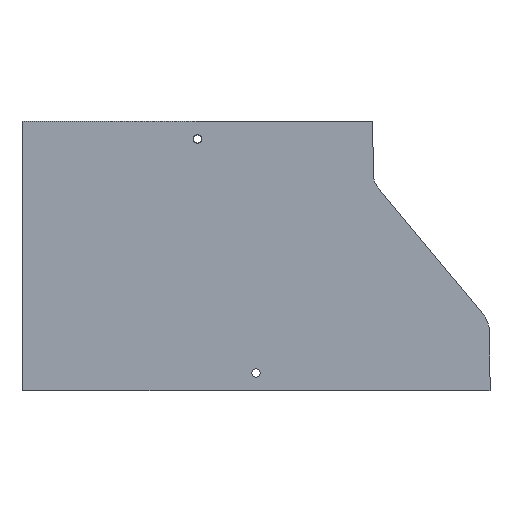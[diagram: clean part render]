
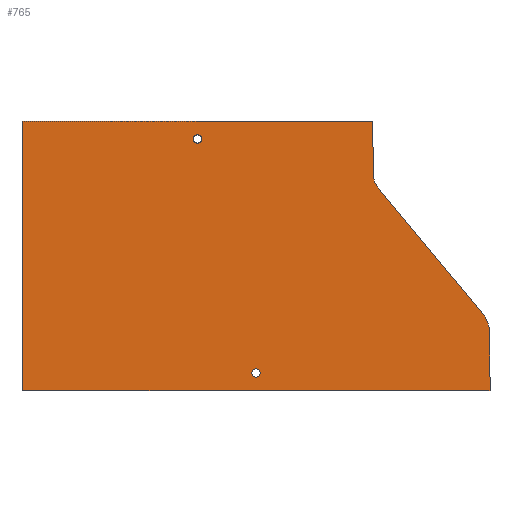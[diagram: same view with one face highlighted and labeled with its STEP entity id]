
A CAD part, front view. The second image highlights one B-rep face of the part: STEP entity #765.
In plain terms, the highlighted planar face has unit normal (0, -1, 0).
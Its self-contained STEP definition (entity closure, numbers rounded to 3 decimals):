
#1 = EDGE_CURVE ( 'NONE', #1105, #1094, #156, .T. ) ;
#2 = EDGE_CURVE ( 'NONE', #1104, #1105, #158, .T. ) ;
#30 = CARTESIAN_POINT ( 'NONE',  ( 304.636, 0., -56.942 ) ) ;
#33 = DIRECTION ( 'NONE',  ( 0., 0., 1. ) ) ;
#35 = DIRECTION ( 'NONE',  ( -0.64, 0., 0.768 ) ) ;
#56 = DIRECTION ( 'NONE',  ( 0., 1., 0. ) ) ;
#61 = CARTESIAN_POINT ( 'NONE',  ( 320., 0., -44.139 ) ) ;
#156 = CIRCLE ( 'NONE', #599, 20. ) ;
#158 = LINE ( 'NONE', #30, #159 ) ;
#159 = VECTOR ( 'NONE', #35, 1000. ) ;
#237 = LINE ( 'NONE', #1680, #240 ) ;
#240 = VECTOR ( 'NONE', #1702, 1000. ) ;
#261 = LINE ( 'NONE', #1403, #277 ) ;
#274 = CIRCLE ( 'NONE', #621, 3.5 ) ;
#277 = VECTOR ( 'NONE', #1592, 1000. ) ;
#356 = FACE_BOUND ( 'NONE', #1027, .T. ) ;
#364 = FACE_OUTER_BOUND ( 'NONE', #1062, .T. ) ;
#366 = FACE_BOUND ( 'NONE', #1051, .T. ) ;
#438 = LINE ( 'NONE', #1423, #443 ) ;
#443 = VECTOR ( 'NONE', #1417, 1000. ) ;
#471 = LINE ( 'NONE', #1353, #474 ) ;
#474 = VECTOR ( 'NONE', #1352, 1000. ) ;
#477 = LINE ( 'NONE', #1345, #480 ) ;
#480 = VECTOR ( 'NONE', #1344, 1000. ) ;
#487 = CIRCLE ( 'NONE', #688, 3.5 ) ;
#501 = CIRCLE ( 'NONE', #694, 30. ) ;
#503 = VERTEX_POINT ( 'NONE', #1304 ) ;
#508 = VERTEX_POINT ( 'NONE', #1300 ) ;
#576 = EDGE_CURVE ( 'NONE', #1094, #1142, #237, .T. ) ;
#597 = EDGE_CURVE ( 'NONE', #1118, #1117, #261, .T. ) ;
#598 = EDGE_CURVE ( 'NONE', #503, #503, #274, .T. ) ;
#599 = AXIS2_PLACEMENT_3D ( 'NONE', #61, #56, #33 ) ;
#621 = AXIS2_PLACEMENT_3D ( 'NONE', #1200, #1595, #1205 ) ;
#668 = AXIS2_PLACEMENT_3D ( 'NONE', #1748, #1751, #1183 ) ;
#688 = AXIS2_PLACEMENT_3D ( 'NONE', #1333, #1332, #1331 ) ;
#694 = AXIS2_PLACEMENT_3D ( 'NONE', #1307, #1306, #1305 ) ;
#765 = ADVANCED_FACE ( 'NONE', ( #356, #366, #364 ), #1185, .F. ) ;
#917 = ORIENTED_EDGE ( 'NONE', *, *, #576, .T. ) ;
#918 = ORIENTED_EDGE ( 'NONE', *, *, #1, .T. ) ;
#919 = ORIENTED_EDGE ( 'NONE', *, *, #2, .T. ) ;
#920 = ORIENTED_EDGE ( 'NONE', *, *, #1828, .T. ) ;
#921 = ORIENTED_EDGE ( 'NONE', *, *, #1791, .T. ) ;
#922 = ORIENTED_EDGE ( 'NONE', *, *, #1812, .F. ) ;
#923 = ORIENTED_EDGE ( 'NONE', *, *, #597, .F. ) ;
#924 = ORIENTED_EDGE ( 'NONE', *, *, #1809, .F. ) ;
#925 = ORIENTED_EDGE ( 'NONE', *, *, #598, .F. ) ;
#926 = ORIENTED_EDGE ( 'NONE', *, *, #1817, .F. ) ;
#1027 = EDGE_LOOP ( 'NONE', ( #926 ) ) ;
#1051 = EDGE_LOOP ( 'NONE', ( #925 ) ) ;
#1062 = EDGE_LOOP ( 'NONE', ( #924, #923, #922, #921, #920, #919, #918, #917 ) ) ;
#1094 = VERTEX_POINT ( 'NONE', #1602 ) ;
#1104 = VERTEX_POINT ( 'NONE', #1611 ) ;
#1105 = VERTEX_POINT ( 'NONE', #1615 ) ;
#1117 = VERTEX_POINT ( 'NONE', #1631 ) ;
#1118 = VERTEX_POINT ( 'NONE', #1630 ) ;
#1138 = VERTEX_POINT ( 'NONE', #1658 ) ;
#1142 = VERTEX_POINT ( 'NONE', #1667 ) ;
#1154 = VERTEX_POINT ( 'NONE', #1571 ) ;
#1183 = DIRECTION ( 'NONE',  ( 0., 0., 1. ) ) ;
#1185 = PLANE ( 'NONE',  #668 ) ;
#1200 = CARTESIAN_POINT ( 'NONE',  ( 150., 0., -15. ) ) ;
#1205 = DIRECTION ( 'NONE',  ( 0., 0., -1. ) ) ;
#1300 = CARTESIAN_POINT ( 'NONE',  ( 200., 0., -218.5 ) ) ;
#1304 = CARTESIAN_POINT ( 'NONE',  ( 150., 0., -18.5 ) ) ;
#1305 = DIRECTION ( 'NONE',  ( 0., 0., 1. ) ) ;
#1306 = DIRECTION ( 'NONE',  ( 0., -1., 0. ) ) ;
#1307 = CARTESIAN_POINT ( 'NONE',  ( 370., 0., -182.241 ) ) ;
#1331 = DIRECTION ( 'NONE',  ( 0., 0., -1. ) ) ;
#1332 = DIRECTION ( 'NONE',  ( 0., -1., 0. ) ) ;
#1333 = CARTESIAN_POINT ( 'NONE',  ( 200., 0., -215. ) ) ;
#1344 = DIRECTION ( 'NONE',  ( -1., 0., 0. ) ) ;
#1345 = CARTESIAN_POINT ( 'NONE',  ( -400., 0., -230. ) ) ;
#1352 = DIRECTION ( 'NONE',  ( 1., 0., 0. ) ) ;
#1353 = CARTESIAN_POINT ( 'NONE',  ( -300., 0., 0. ) ) ;
#1403 = CARTESIAN_POINT ( 'NONE',  ( 0., 0., 0. ) ) ;
#1417 = DIRECTION ( 'NONE',  ( 0., 0., 1. ) ) ;
#1423 = CARTESIAN_POINT ( 'NONE',  ( 400., 0., -182.241 ) ) ;
#1571 = CARTESIAN_POINT ( 'NONE',  ( 400., 0., -230. ) ) ;
#1592 = DIRECTION ( 'NONE',  ( 0., 0., 1. ) ) ;
#1595 = DIRECTION ( 'NONE',  ( 0., -1., 0. ) ) ;
#1602 = CARTESIAN_POINT ( 'NONE',  ( 300., 0., -44.139 ) ) ;
#1611 = CARTESIAN_POINT ( 'NONE',  ( 393.047, 0., -163.035 ) ) ;
#1615 = CARTESIAN_POINT ( 'NONE',  ( 304.636, 0., -56.942 ) ) ;
#1630 = CARTESIAN_POINT ( 'NONE',  ( 0., 0., -230. ) ) ;
#1631 = CARTESIAN_POINT ( 'NONE',  ( 0., 0., 0. ) ) ;
#1658 = CARTESIAN_POINT ( 'NONE',  ( 400., 0., -182.241 ) ) ;
#1667 = CARTESIAN_POINT ( 'NONE',  ( 300., 0., 0. ) ) ;
#1680 = CARTESIAN_POINT ( 'NONE',  ( 300., 0., 0. ) ) ;
#1702 = DIRECTION ( 'NONE',  ( 0., 0., 1. ) ) ;
#1748 = CARTESIAN_POINT ( 'NONE',  ( -320., 0., -44.139 ) ) ;
#1751 = DIRECTION ( 'NONE',  ( 0., 1., 0. ) ) ;
#1791 = EDGE_CURVE ( 'NONE', #1154, #1138, #438, .T. ) ;
#1809 = EDGE_CURVE ( 'NONE', #1117, #1142, #471, .T. ) ;
#1812 = EDGE_CURVE ( 'NONE', #1154, #1118, #477, .T. ) ;
#1817 = EDGE_CURVE ( 'NONE', #508, #508, #487, .T. ) ;
#1828 = EDGE_CURVE ( 'NONE', #1138, #1104, #501, .T. ) ;
